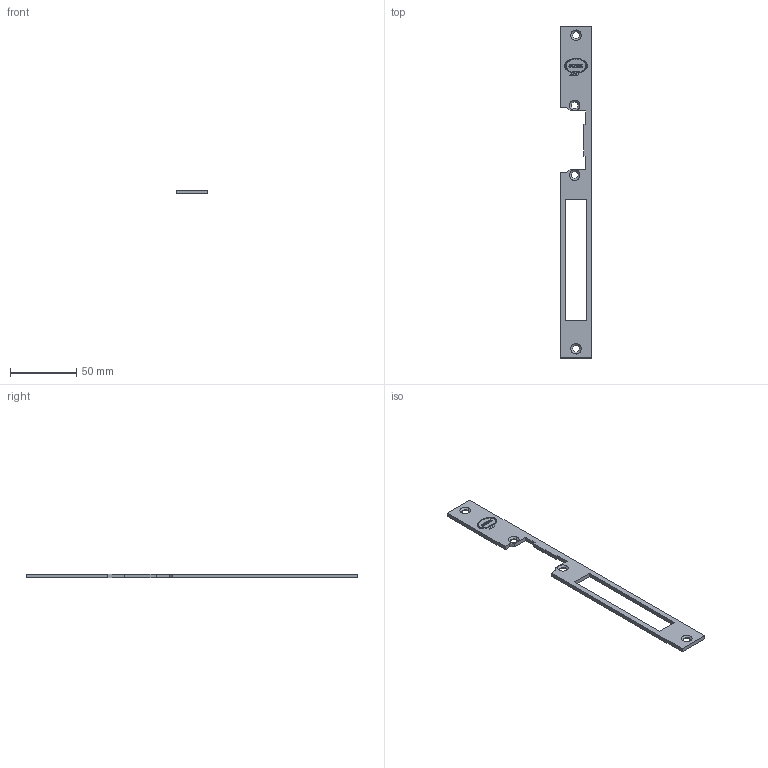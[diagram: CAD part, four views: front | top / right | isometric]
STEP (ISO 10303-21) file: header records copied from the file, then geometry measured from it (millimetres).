
FILE_DESCRIPTION (( 'STEP AP214' ), '1' );
FILE_NAME ('SEF203.step', '2021-07-29T15:13:15', ( '' ), ( '' ), 'SwSTEP 2.0', 'SolidWorks 2020', '' );
FILE_SCHEMA (( 'AUTOMOTIVE_DESIGN' ));
Length unit declared in the file: millimetre
Products named in the file (1): SEF203
Bounding box: 24 x 250 x 3 mm (x, y, z)
Volume: 10652.7 mm3; surface area: 9831.7 mm2
Topology: 1 solids, 1 shells, 398 faces, 1046 edges, 692 vertices
Faces by surface type: plane 236, bspline 138, cone 16, cylinder 8
Entity records: 16304 total; most frequent: CARTESIAN_POINT 7339, ORIENTED_EDGE 2092, DIRECTION 1324, EDGE_CURVE 1046, LINE 738, VECTOR 738, VERTEX_POINT 692, EDGE_LOOP 450
